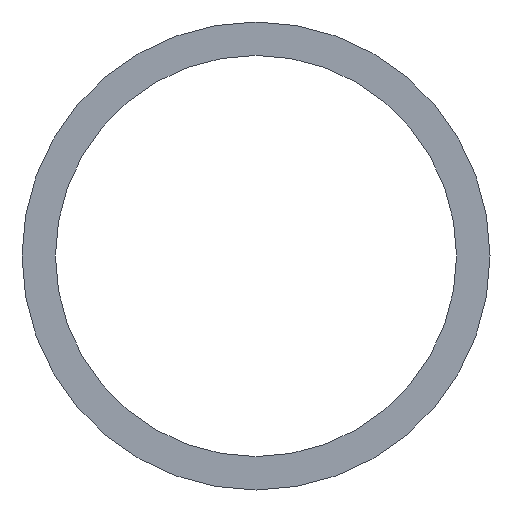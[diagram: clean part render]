
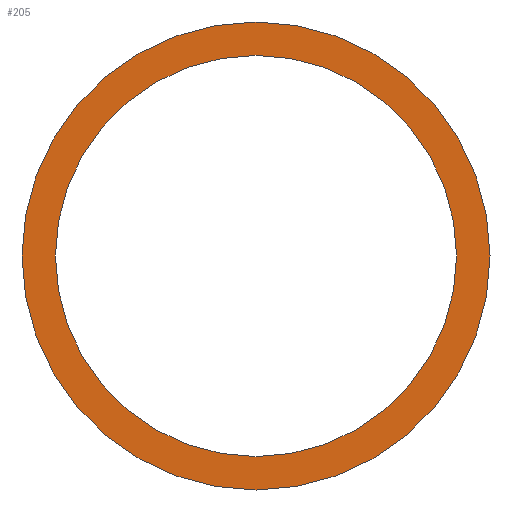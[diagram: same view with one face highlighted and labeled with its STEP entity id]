
A CAD part, front view. The second image highlights one B-rep face of the part: STEP entity #205.
In plain terms, the highlighted planar face has unit normal (0, -1, 0).
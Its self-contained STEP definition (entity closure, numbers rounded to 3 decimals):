
#5 = CIRCLE ( 'NONE', #76, 7. ) ;
#11 = VERTEX_POINT ( 'NONE', #110 ) ;
#23 = EDGE_CURVE ( 'NONE', #11, #88, #178, .T. ) ;
#25 = AXIS2_PLACEMENT_3D ( 'NONE', #71, #74, #202 ) ;
#28 = ORIENTED_EDGE ( 'NONE', *, *, #133, .F. ) ;
#31 = CARTESIAN_POINT ( 'NONE',  ( 0., 0., 0. ) ) ;
#39 = VERTEX_POINT ( 'NONE', #89 ) ;
#46 = ORIENTED_EDGE ( 'NONE', *, *, #192, .T. ) ;
#47 = CARTESIAN_POINT ( 'NONE',  ( 0., 0., 0. ) ) ;
#51 = CARTESIAN_POINT ( 'NONE',  ( 0., 0., 7. ) ) ;
#55 = EDGE_CURVE ( 'NONE', #39, #163, #5, .T. ) ;
#71 = CARTESIAN_POINT ( 'NONE',  ( 0., 0., 0. ) ) ;
#74 = DIRECTION ( 'NONE',  ( 0., 1., 0. ) ) ;
#76 = AXIS2_PLACEMENT_3D ( 'NONE', #47, #216, #155 ) ;
#84 = ORIENTED_EDGE ( 'NONE', *, *, #23, .T. ) ;
#88 = VERTEX_POINT ( 'NONE', #188 ) ;
#89 = CARTESIAN_POINT ( 'NONE',  ( 0., 0., -7. ) ) ;
#110 = CARTESIAN_POINT ( 'NONE',  ( 0., 0., 6. ) ) ;
#112 = DIRECTION ( 'NONE',  ( 0., 0., 1. ) ) ;
#115 = DIRECTION ( 'NONE',  ( 0., 0., 1. ) ) ;
#116 = DIRECTION ( 'NONE',  ( 0., 1., 0. ) ) ;
#129 = FACE_BOUND ( 'NONE', #134, .T. ) ;
#133 = EDGE_CURVE ( 'NONE', #163, #39, #144, .T. ) ;
#134 = EDGE_LOOP ( 'NONE', ( #46, #84 ) ) ;
#144 = CIRCLE ( 'NONE', #237, 7. ) ;
#147 = DIRECTION ( 'NONE',  ( 0., 0., 1. ) ) ;
#155 = DIRECTION ( 'NONE',  ( 0., 0., 1. ) ) ;
#163 = VERTEX_POINT ( 'NONE', #51 ) ;
#174 = PLANE ( 'NONE',  #25 ) ;
#178 = CIRCLE ( 'NONE', #222, 6. ) ;
#179 = CARTESIAN_POINT ( 'NONE',  ( 0., 0., 0. ) ) ;
#188 = CARTESIAN_POINT ( 'NONE',  ( 0., 0., -6. ) ) ;
#192 = EDGE_CURVE ( 'NONE', #88, #11, #195, .T. ) ;
#195 = CIRCLE ( 'NONE', #233, 6. ) ;
#197 = CARTESIAN_POINT ( 'NONE',  ( 0., 0., 0. ) ) ;
#201 = ORIENTED_EDGE ( 'NONE', *, *, #55, .F. ) ;
#202 = DIRECTION ( 'NONE',  ( 0., 0., 1. ) ) ;
#205 = ADVANCED_FACE ( 'NONE', ( #210, #129 ), #174, .F. ) ;
#210 = FACE_OUTER_BOUND ( 'NONE', #238, .T. ) ;
#216 = DIRECTION ( 'NONE',  ( 0., 1., 0. ) ) ;
#222 = AXIS2_PLACEMENT_3D ( 'NONE', #31, #241, #112 ) ;
#224 = DIRECTION ( 'NONE',  ( 0., 1., 0. ) ) ;
#233 = AXIS2_PLACEMENT_3D ( 'NONE', #179, #116, #147 ) ;
#237 = AXIS2_PLACEMENT_3D ( 'NONE', #197, #224, #115 ) ;
#238 = EDGE_LOOP ( 'NONE', ( #201, #28 ) ) ;
#241 = DIRECTION ( 'NONE',  ( 0., 1., 0. ) ) ;
